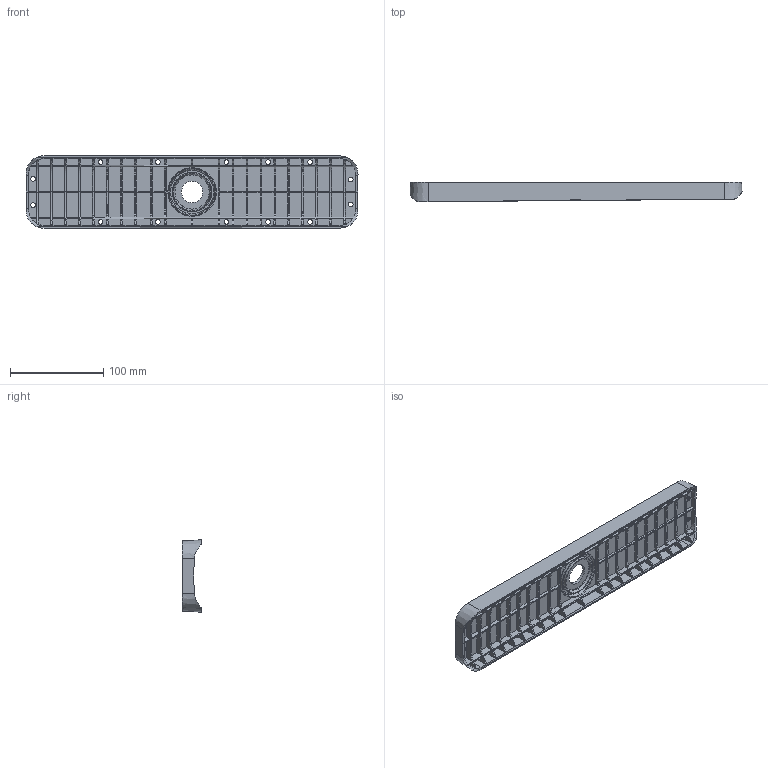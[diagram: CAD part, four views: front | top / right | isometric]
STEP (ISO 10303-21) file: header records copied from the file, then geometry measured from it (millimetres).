
FILE_DESCRIPTION (( 'STEP AP214' ), '1' );
FILE_NAME ('MGS.8010_Mounting Gasket for Raptor X Series_20250312.STEP', '2025-03-12T03:50:11', ( '' ), ( '' ), 'SwSTEP 2.0', 'SolidWorks 2022', '' );
FILE_SCHEMA (( 'AUTOMOTIVE_DESIGN' ));
Length unit declared in the file: millimetre
Products named in the file (1): MGS.8010_Mounting Gasket for Raptor X Series_20250312
Bounding box: 356.62 x 21.01 x 77.75 mm (x, y, z)
Volume: 112941.5 mm3; surface area: 105486.3 mm2
Topology: 1 solids, 1 shells, 613 faces, 1775 edges, 1176 vertices
Faces by surface type: plane 484, bspline 53, cylinder 40, cone 24, torus 12
Entity records: 25445 total; most frequent: CARTESIAN_POINT 10642, ORIENTED_EDGE 3550, DIRECTION 2253, EDGE_CURVE 1775, VERTEX_POINT 1176, VECTOR 883, LINE 883, B_SPLINE_CURVE_WITH_KNOTS 768
